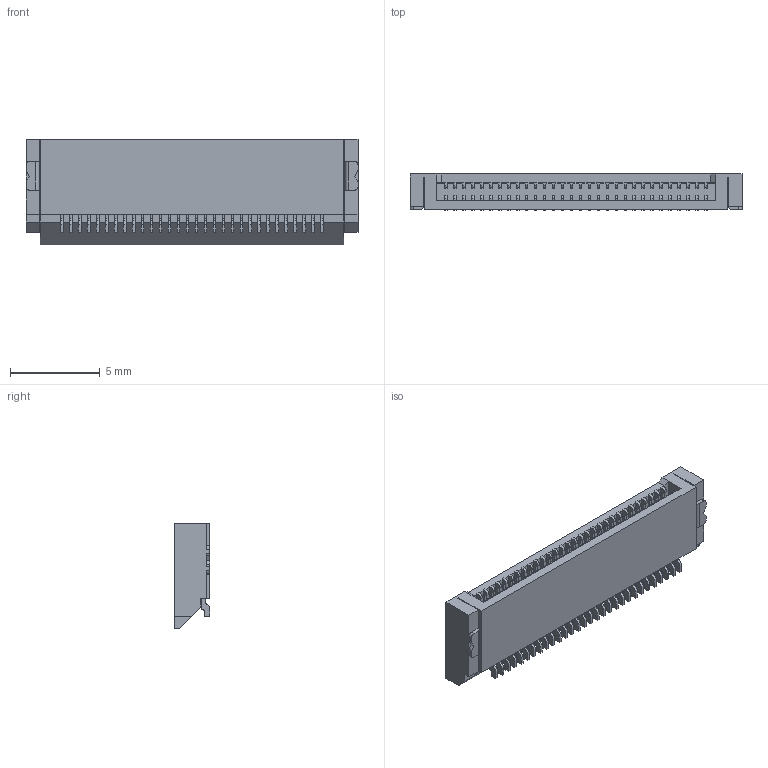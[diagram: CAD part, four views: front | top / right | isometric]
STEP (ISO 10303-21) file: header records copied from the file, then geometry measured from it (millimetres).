
FILE_DESCRIPTION(('STEP AP242'),'1');
FILE_NAME('x05a20h30t.stp','2021-07-01T09:21:33',('TraceParts'),('TraceParts S.A.'),'Spatial InterOp 3D',' ',' ');
FILE_SCHEMA(('AP242_MANAGED_MODEL_BASED_3D_ENGINEERING_MIM_LF {1 0 10303 442 1 1 4}'));
Length unit declared in the file: millimetre
Products named in the file (1): x05a20h30t
Bounding box: 18.5 x 2 x 5.9 mm (x, y, z)
Volume: 157.6 mm3; surface area: 469.5 mm2
Topology: 1 solids, 1 shells, 807 faces, 2254 edges, 1480 vertices
Faces by surface type: plane 611, cylinder 196
Entity records: 25671 total; most frequent: CARTESIAN_POINT 4542, ORIENTED_EDGE 4508, DIRECTION 4262, EDGE_CURVE 2254, LINE 1862, VECTOR 1862, VERTEX_POINT 1480, AXIS2_PLACEMENT_3D 1200
